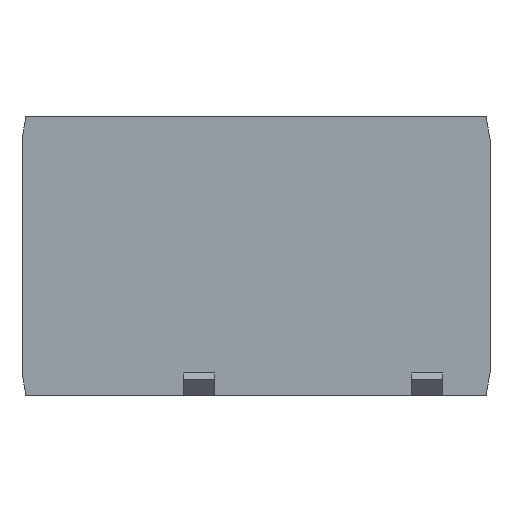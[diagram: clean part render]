
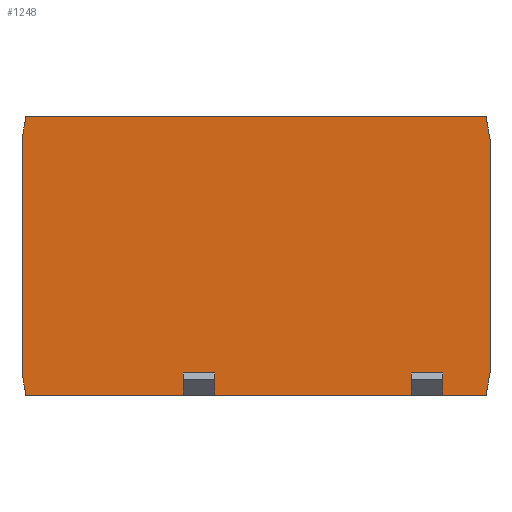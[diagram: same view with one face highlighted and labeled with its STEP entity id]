
A CAD part, front view. The second image highlights one B-rep face of the part: STEP entity #1248.
In plain terms, the highlighted planar face has unit normal (0, -1, 0).
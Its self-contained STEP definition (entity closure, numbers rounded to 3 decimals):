
#76=DIRECTION('',(0.,0.,-1.));
#77=VECTOR('',#76,5.2);
#78=CARTESIAN_POINT('',(-5.21,-1.26,-0.5));
#79=LINE('',#78,#77);
#140=DIRECTION('',(-0.174,0.,0.985));
#141=VECTOR('',#140,0.508);
#142=CARTESIAN_POINT('',(5.21,-1.26,-0.5));
#143=LINE('',#142,#141);
#144=DIRECTION('',(0.174,0.,0.985));
#145=VECTOR('',#144,0.508);
#146=CARTESIAN_POINT('',(5.122,-1.26,-6.2));
#147=LINE('',#146,#145);
#148=DIRECTION('',(0.,0.,1.));
#149=VECTOR('',#148,0.198);
#150=CARTESIAN_POINT('',(4.16,-1.26,-6.2));
#151=LINE('',#150,#149);
#152=DIRECTION('',(1.,0.,0.));
#153=VECTOR('',#152,0.7);
#154=CARTESIAN_POINT('',(3.46,-1.26,-6.002));
#155=LINE('',#154,#153);
#156=DIRECTION('',(0.,0.,1.));
#157=VECTOR('',#156,0.198);
#158=CARTESIAN_POINT('',(3.46,-1.26,-6.2));
#159=LINE('',#158,#157);
#160=DIRECTION('',(0.,0.,1.));
#161=VECTOR('',#160,0.198);
#162=CARTESIAN_POINT('',(-0.92,-1.26,-6.2));
#163=LINE('',#162,#161);
#164=DIRECTION('',(1.,0.,0.));
#165=VECTOR('',#164,0.7);
#166=CARTESIAN_POINT('',(-1.62,-1.26,-6.002));
#167=LINE('',#166,#165);
#168=DIRECTION('',(0.,0.,1.));
#169=VECTOR('',#168,0.198);
#170=CARTESIAN_POINT('',(-1.62,-1.26,-6.2));
#171=LINE('',#170,#169);
#172=DIRECTION('',(0.174,0.,-0.985));
#173=VECTOR('',#172,0.508);
#174=CARTESIAN_POINT('',(-5.21,-1.26,-5.7));
#175=LINE('',#174,#173);
#176=DIRECTION('',(-0.174,0.,-0.985));
#177=VECTOR('',#176,0.508);
#178=CARTESIAN_POINT('',(-5.122,-1.26,0.));
#179=LINE('',#178,#177);
#180=DIRECTION('',(1.,0.,0.));
#181=VECTOR('',#180,10.244);
#182=CARTESIAN_POINT('',(-5.122,-1.26,0.));
#183=LINE('',#182,#181);
#196=DIRECTION('',(0.,0.,-1.));
#197=VECTOR('',#196,5.2);
#198=CARTESIAN_POINT('',(5.21,-1.26,-0.5));
#199=LINE('',#198,#197);
#208=DIRECTION('',(1.,0.,0.));
#209=VECTOR('',#208,3.502);
#210=CARTESIAN_POINT('',(-5.122,-1.26,-6.2));
#211=LINE('',#210,#209);
#216=DIRECTION('',(1.,0.,0.));
#217=VECTOR('',#216,4.38);
#218=CARTESIAN_POINT('',(-0.92,-1.26,-6.2));
#219=LINE('',#218,#217);
#224=DIRECTION('',(1.,0.,0.));
#225=VECTOR('',#224,0.962);
#226=CARTESIAN_POINT('',(4.16,-1.26,-6.2));
#227=LINE('',#226,#225);
#904=CARTESIAN_POINT('',(3.46,-1.26,-6.2));
#905=CARTESIAN_POINT('',(3.46,-1.26,-6.002));
#906=VERTEX_POINT('',#904);
#907=VERTEX_POINT('',#905);
#908=CARTESIAN_POINT('',(4.16,-1.26,-6.2));
#909=CARTESIAN_POINT('',(4.16,-1.26,-6.002));
#910=VERTEX_POINT('',#908);
#911=VERTEX_POINT('',#909);
#920=CARTESIAN_POINT('',(5.21,-1.26,-0.5));
#921=CARTESIAN_POINT('',(5.122,-1.26,0.));
#922=VERTEX_POINT('',#920);
#923=VERTEX_POINT('',#921);
#932=CARTESIAN_POINT('',(5.122,-1.26,-6.2));
#933=VERTEX_POINT('',#932);
#934=CARTESIAN_POINT('',(5.21,-1.26,-5.7));
#935=VERTEX_POINT('',#934);
#940=CARTESIAN_POINT('',(-5.122,-1.26,0.));
#941=VERTEX_POINT('',#940);
#942=CARTESIAN_POINT('',(-5.21,-1.26,-0.5));
#943=VERTEX_POINT('',#942);
#944=CARTESIAN_POINT('',(-5.21,-1.26,-5.7));
#945=CARTESIAN_POINT('',(-5.122,-1.26,-6.2));
#946=VERTEX_POINT('',#944);
#947=VERTEX_POINT('',#945);
#1032=CARTESIAN_POINT('',(-1.62,-1.26,-6.2));
#1033=CARTESIAN_POINT('',(-1.62,-1.26,-6.002));
#1034=VERTEX_POINT('',#1032);
#1035=VERTEX_POINT('',#1033);
#1036=CARTESIAN_POINT('',(-0.92,-1.26,-6.2));
#1037=CARTESIAN_POINT('',(-0.92,-1.26,-6.002));
#1038=VERTEX_POINT('',#1036);
#1039=VERTEX_POINT('',#1037);
#1212=CARTESIAN_POINT('',(-5.21,-1.26,0.));
#1213=DIRECTION('',(0.,-1.,0.));
#1214=DIRECTION('',(0.,0.,-1.));
#1215=AXIS2_PLACEMENT_3D('',#1212,#1213,#1214);
#1216=PLANE('',#1215);
#1217=ORIENTED_EDGE('',*,*,#1202,.F.);
#1219=ORIENTED_EDGE('',*,*,#1218,.T.);
#1221=ORIENTED_EDGE('',*,*,#1220,.F.);
#1223=ORIENTED_EDGE('',*,*,#1222,.F.);
#1225=ORIENTED_EDGE('',*,*,#1224,.T.);
#1227=ORIENTED_EDGE('',*,*,#1226,.F.);
#1229=ORIENTED_EDGE('',*,*,#1228,.F.);
#1231=ORIENTED_EDGE('',*,*,#1230,.F.);
#1233=ORIENTED_EDGE('',*,*,#1232,.T.);
#1235=ORIENTED_EDGE('',*,*,#1234,.F.);
#1237=ORIENTED_EDGE('',*,*,#1236,.F.);
#1239=ORIENTED_EDGE('',*,*,#1238,.F.);
#1241=ORIENTED_EDGE('',*,*,#1240,.F.);
#1242=ORIENTED_EDGE('',*,*,#1135,.F.);
#1243=ORIENTED_EDGE('',*,*,#1153,.F.);
#1245=ORIENTED_EDGE('',*,*,#1244,.T.);
#1246=EDGE_LOOP('',(#1217,#1219,#1221,#1223,#1225,#1227,#1229,#1231,#1233,#1235,
#1237,#1239,#1241,#1242,#1243,#1245));
#1247=FACE_OUTER_BOUND('',#1246,.F.);
#1248=ADVANCED_FACE('',(#1247),#1216,.T.);
#1135=EDGE_CURVE('',#943,#946,#79,.T.);
#1153=EDGE_CURVE('',#941,#943,#179,.T.);
#1202=EDGE_CURVE('',#922,#923,#143,.T.);
#1218=EDGE_CURVE('',#922,#935,#199,.T.);
#1220=EDGE_CURVE('',#933,#935,#147,.T.);
#1222=EDGE_CURVE('',#910,#933,#227,.T.);
#1224=EDGE_CURVE('',#910,#911,#151,.T.);
#1226=EDGE_CURVE('',#907,#911,#155,.T.);
#1228=EDGE_CURVE('',#906,#907,#159,.T.);
#1230=EDGE_CURVE('',#1038,#906,#219,.T.);
#1232=EDGE_CURVE('',#1038,#1039,#163,.T.);
#1234=EDGE_CURVE('',#1035,#1039,#167,.T.);
#1236=EDGE_CURVE('',#1034,#1035,#171,.T.);
#1238=EDGE_CURVE('',#947,#1034,#211,.T.);
#1240=EDGE_CURVE('',#946,#947,#175,.T.);
#1244=EDGE_CURVE('',#941,#923,#183,.T.);
